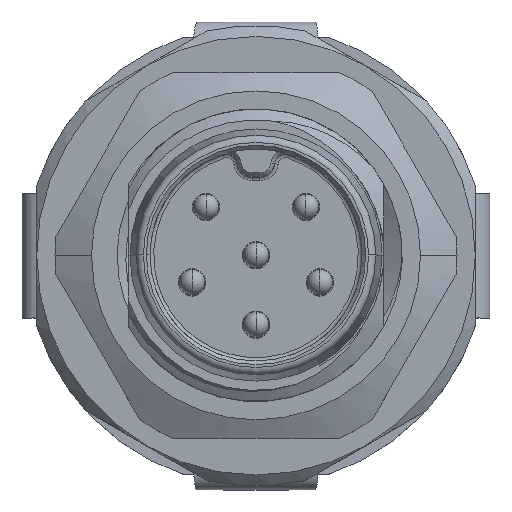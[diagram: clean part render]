
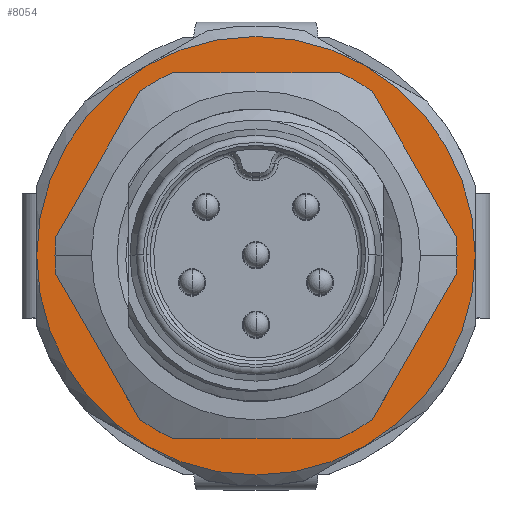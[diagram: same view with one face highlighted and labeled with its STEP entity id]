
A CAD part, top view. The second image highlights one B-rep face of the part: STEP entity #8054.
In plain terms, the highlighted planar face has unit normal (0, 0, 1).
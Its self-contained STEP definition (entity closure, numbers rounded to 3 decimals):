
#1592=CARTESIAN_POINT('',(0.,0.,0.));
#1593=DIRECTION('',(0.,0.,1.));
#1594=DIRECTION('',(0.5,0.866,0.));
#1595=AXIS2_PLACEMENT_3D('',#1592,#1593,#1594);
#1597=CARTESIAN_POINT('',(0.,0.,0.));
#1598=DIRECTION('',(0.,0.,-1.));
#1599=DIRECTION('',(0.5,0.866,0.));
#1600=AXIS2_PLACEMENT_3D('',#1597,#1598,#1599);
#1602=CARTESIAN_POINT('',(0.,0.,0.));
#1603=DIRECTION('',(0.,0.,-1.));
#1604=DIRECTION('',(1.,0.,0.));
#1605=AXIS2_PLACEMENT_3D('',#1602,#1603,#1604);
#1607=CARTESIAN_POINT('',(0.,0.,0.));
#1608=DIRECTION('',(0.,0.,-1.));
#1609=DIRECTION('',(-0.5,-0.866,0.));
#1610=AXIS2_PLACEMENT_3D('',#1607,#1608,#1609);
#1612=CARTESIAN_POINT('',(0.,0.,0.));
#1613=DIRECTION('',(0.,0.,-1.));
#1614=DIRECTION('',(-1.,0.,0.));
#1615=AXIS2_PLACEMENT_3D('',#1612,#1613,#1614);
#1617=CARTESIAN_POINT('',(0.,0.,0.));
#1618=DIRECTION('',(0.,0.,1.));
#1619=DIRECTION('',(0.,1.,0.));
#1620=AXIS2_PLACEMENT_3D('',#1617,#1618,#1619);
#1622=CARTESIAN_POINT('',(0.,0.,0.));
#1623=DIRECTION('',(0.,0.,1.));
#1624=DIRECTION('',(0.,-1.,0.));
#1625=AXIS2_PLACEMENT_3D('',#1622,#1623,#1624);
#1632=CARTESIAN_POINT('',(0.,0.,0.));
#1633=DIRECTION('',(0.,0.,1.));
#1634=DIRECTION('',(-0.5,-0.866,0.));
#1635=AXIS2_PLACEMENT_3D('',#1632,#1633,#1634);
#5133=CARTESIAN_POINT('',(3.,5.196,0.));
#5134=CARTESIAN_POINT('',(6.,0.,0.));
#5135=VERTEX_POINT('',#5133);
#5136=VERTEX_POINT('',#5134);
#5137=CARTESIAN_POINT('',(3.,-5.196,0.));
#5138=VERTEX_POINT('',#5137);
#5139=CARTESIAN_POINT('',(-3.,-5.196,0.));
#5140=CARTESIAN_POINT('',(-6.,0.,0.));
#5141=VERTEX_POINT('',#5139);
#5142=VERTEX_POINT('',#5140);
#5143=CARTESIAN_POINT('',(-3.,5.196,0.));
#5144=VERTEX_POINT('',#5143);
#5161=CARTESIAN_POINT('',(0.,3.8,0.));
#5162=CARTESIAN_POINT('',(0.,-3.8,0.));
#5163=VERTEX_POINT('',#5161);
#5164=VERTEX_POINT('',#5162);
#8034=CARTESIAN_POINT('',(0.,0.,0.));
#8035=DIRECTION('',(0.,0.,-1.));
#8036=DIRECTION('',(-1.,0.,0.));
#8037=AXIS2_PLACEMENT_3D('',#8034,#8035,#8036);
#8038=PLANE('',#8037);
#8039=ORIENTED_EDGE('',*,*,#8027,.F.);
#8040=ORIENTED_EDGE('',*,*,#7976,.T.);
#8041=ORIENTED_EDGE('',*,*,#7960,.T.);
#8043=ORIENTED_EDGE('',*,*,#8042,.F.);
#8044=ORIENTED_EDGE('',*,*,#7992,.T.);
#8045=ORIENTED_EDGE('',*,*,#8008,.T.);
#8046=EDGE_LOOP('',(#8039,#8040,#8041,#8043,#8044,#8045));
#8047=FACE_OUTER_BOUND('',#8046,.F.);
#8049=ORIENTED_EDGE('',*,*,#8048,.T.);
#8051=ORIENTED_EDGE('',*,*,#8050,.T.);
#8052=EDGE_LOOP('',(#8049,#8051));
#8053=FACE_BOUND('',#8052,.F.);
#1596=CIRCLE('',#1595,6.);
#1601=CIRCLE('',#1600,6.);
#1606=CIRCLE('',#1605,6.);
#1611=CIRCLE('',#1610,6.);
#1616=CIRCLE('',#1615,6.);
#1621=CIRCLE('',#1620,3.8);
#1626=CIRCLE('',#1625,3.8);
#1636=CIRCLE('',#1635,6.);
#7960=EDGE_CURVE('',#5136,#5138,#1606,.T.);
#7976=EDGE_CURVE('',#5135,#5136,#1601,.T.);
#7992=EDGE_CURVE('',#5141,#5142,#1611,.T.);
#8008=EDGE_CURVE('',#5142,#5144,#1616,.T.);
#8027=EDGE_CURVE('',#5135,#5144,#1596,.T.);
#8042=EDGE_CURVE('',#5141,#5138,#1636,.T.);
#8048=EDGE_CURVE('',#5163,#5164,#1621,.T.);
#8050=EDGE_CURVE('',#5164,#5163,#1626,.T.);
#8054=ADVANCED_FACE('',(#8047,#8053),#8038,.F.);
